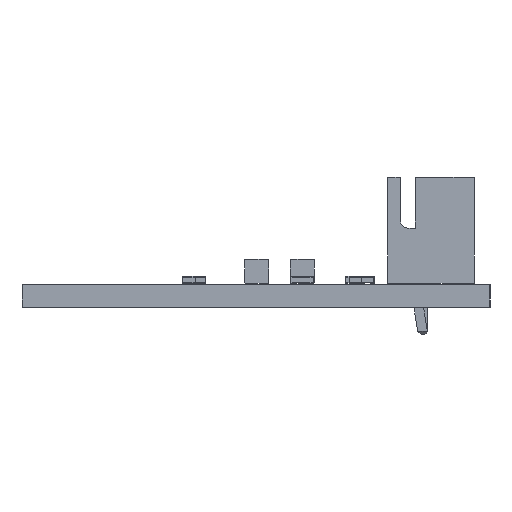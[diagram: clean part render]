
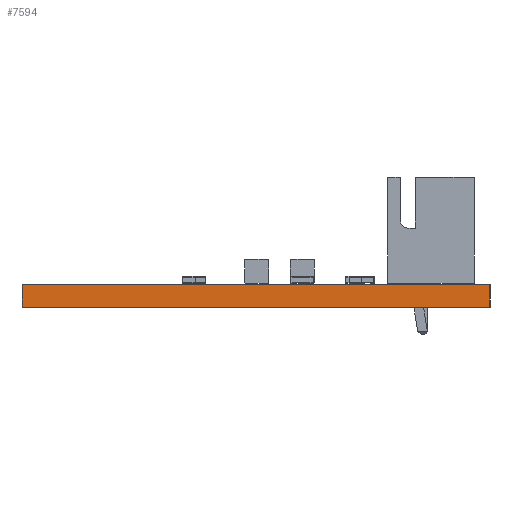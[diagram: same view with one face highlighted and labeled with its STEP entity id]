
A CAD part, left-side view. The second image highlights one B-rep face of the part: STEP entity #7594.
In plain terms, the highlighted planar face has unit normal (-1, 0, 0).
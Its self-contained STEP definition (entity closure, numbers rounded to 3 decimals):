
#6919 = VERTEX_POINT('',#6920);
#6920 = CARTESIAN_POINT('',(202.,-72.5,0.));
#6926 = EDGE_CURVE('',#6927,#6919,#6929,.T.);
#6927 = VERTEX_POINT('',#6928);
#6928 = CARTESIAN_POINT('',(202.,-103.5,0.));
#6929 = LINE('',#6930,#6931);
#6930 = CARTESIAN_POINT('',(202.,-103.5,0.));
#6931 = VECTOR('',#6932,1.);
#6932 = DIRECTION('',(0.,1.,0.));
#7243 = VERTEX_POINT('',#7244);
#7244 = CARTESIAN_POINT('',(202.,-72.5,1.51));
#7250 = EDGE_CURVE('',#7251,#7243,#7253,.T.);
#7251 = VERTEX_POINT('',#7252);
#7252 = CARTESIAN_POINT('',(202.,-103.5,1.51));
#7253 = LINE('',#7254,#7255);
#7254 = CARTESIAN_POINT('',(202.,-103.5,1.51));
#7255 = VECTOR('',#7256,1.);
#7256 = DIRECTION('',(0.,1.,0.));
#7564 = EDGE_CURVE('',#6919,#7243,#7565,.T.);
#7565 = LINE('',#7566,#7567);
#7566 = CARTESIAN_POINT('',(202.,-72.5,0.));
#7567 = VECTOR('',#7568,1.);
#7568 = DIRECTION('',(0.,0.,1.));
#7594 = ADVANCED_FACE('',(#7595),#7606,.T.);
#7595 = FACE_BOUND('',#7596,.T.);
#7596 = EDGE_LOOP('',(#7597,#7603,#7604,#7605));
#7597 = ORIENTED_EDGE('',*,*,#7598,.T.);
#7598 = EDGE_CURVE('',#6927,#7251,#7599,.T.);
#7599 = LINE('',#7600,#7601);
#7600 = CARTESIAN_POINT('',(202.,-103.5,0.));
#7601 = VECTOR('',#7602,1.);
#7602 = DIRECTION('',(0.,0.,1.));
#7603 = ORIENTED_EDGE('',*,*,#7250,.T.);
#7604 = ORIENTED_EDGE('',*,*,#7564,.F.);
#7605 = ORIENTED_EDGE('',*,*,#6926,.F.);
#7606 = PLANE('',#7607);
#7607 = AXIS2_PLACEMENT_3D('',#7608,#7609,#7610);
#7608 = CARTESIAN_POINT('',(202.,-103.5,0.));
#7609 = DIRECTION('',(-1.,0.,0.));
#7610 = DIRECTION('',(0.,1.,0.));
